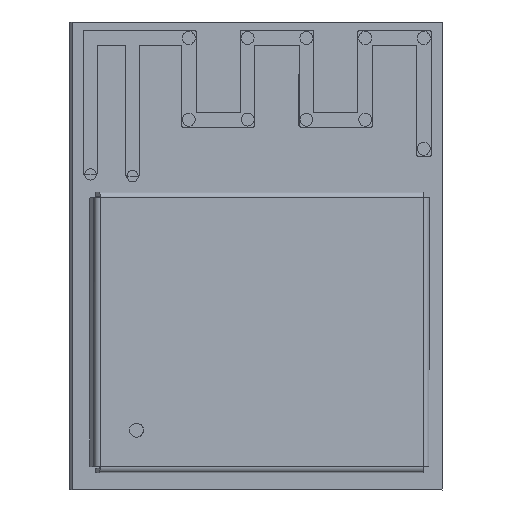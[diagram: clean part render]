
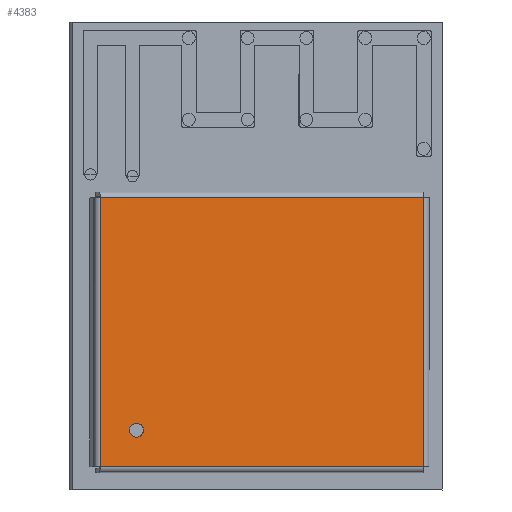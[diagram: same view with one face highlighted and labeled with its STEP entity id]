
A CAD part, top view. The second image highlights one B-rep face of the part: STEP entity #4383.
In plain terms, the highlighted face is planar.
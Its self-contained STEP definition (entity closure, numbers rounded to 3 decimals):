
#3203 = ORIENTED_EDGE ( 'NONE', *, *, #31137, .F. ) ;
#4383 = ADVANCED_FACE ( 'NONE', ( #50776, #15178 ), #67847, .T. ) ;
#5908 = CIRCLE ( 'NONE', #15799, 0.25 ) ;
#9341 = ORIENTED_EDGE ( 'NONE', *, *, #21649, .T. ) ;
#9848 = EDGE_CURVE ( 'NONE', #39557, #19388, #29313, .T. ) ;
#13596 = EDGE_CURVE ( 'NONE', #61727, #14856, #19239, .T. ) ;
#14644 = DIRECTION ( 'NONE',  ( 0., 0., 1. ) ) ;
#14856 = VERTEX_POINT ( 'NONE', #39397 ) ;
#15178 = FACE_BOUND ( 'NONE', #54789, .T. ) ;
#15799 = AXIS2_PLACEMENT_3D ( 'NONE', #38313, #31717, #73374 ) ;
#16793 = CIRCLE ( 'NONE', #34274, 0.25 ) ;
#18505 = ORIENTED_EDGE ( 'NONE', *, *, #75313, .T. ) ;
#18858 = LINE ( 'NONE', #48588, #55606 ) ;
#19239 = LINE ( 'NONE', #54400, #59078 ) ;
#19388 = VERTEX_POINT ( 'NONE', #40882 ) ;
#21649 = EDGE_CURVE ( 'NONE', #19388, #61727, #76908, .T. ) ;
#22287 = VERTEX_POINT ( 'NONE', #29579 ) ;
#22972 = EDGE_CURVE ( 'NONE', #22287, #47981, #5908, .T. ) ;
#23875 = ORIENTED_EDGE ( 'NONE', *, *, #22972, .F. ) ;
#29313 = LINE ( 'NONE', #30089, #29786 ) ;
#29579 = CARTESIAN_POINT ( 'NONE',  ( -4.475, 1.6, 3.225 ) ) ;
#29786 = VECTOR ( 'NONE', #60105, 1000. ) ;
#30089 = CARTESIAN_POINT ( 'NONE',  ( 5.975, 1.6, 4.775 ) ) ;
#30200 = DIRECTION ( 'NONE',  ( -1., 0., 0. ) ) ;
#31137 = EDGE_CURVE ( 'NONE', #47981, #22287, #16793, .T. ) ;
#31717 = DIRECTION ( 'NONE',  ( 0., 1., 0. ) ) ;
#33577 = DIRECTION ( 'NONE',  ( 1., 0., 0. ) ) ;
#34274 = AXIS2_PLACEMENT_3D ( 'NONE', #73911, #44301, #14644 ) ;
#38313 = CARTESIAN_POINT ( 'NONE',  ( -4.475, 1.6, 3.475 ) ) ;
#39397 = CARTESIAN_POINT ( 'NONE',  ( -5.775, 1.6, -4.775 ) ) ;
#39557 = VERTEX_POINT ( 'NONE', #72368 ) ;
#40882 = CARTESIAN_POINT ( 'NONE',  ( 5.775, 1.6, 4.775 ) ) ;
#41286 = ORIENTED_EDGE ( 'NONE', *, *, #9848, .T. ) ;
#41824 = CARTESIAN_POINT ( 'NONE',  ( 5.775, 1.6, -4.975 ) ) ;
#44117 = AXIS2_PLACEMENT_3D ( 'NONE', #45270, #62044, #33577 ) ;
#44301 = DIRECTION ( 'NONE',  ( 0., 1., 0. ) ) ;
#44303 = VECTOR ( 'NONE', #71429, 1000. ) ;
#45270 = CARTESIAN_POINT ( 'NONE',  ( 0., 1.6, 0. ) ) ;
#46061 = EDGE_LOOP ( 'NONE', ( #63664, #18505, #41286, #9341 ) ) ;
#47607 = CARTESIAN_POINT ( 'NONE',  ( -4.475, 1.6, 3.725 ) ) ;
#47981 = VERTEX_POINT ( 'NONE', #47607 ) ;
#48588 = CARTESIAN_POINT ( 'NONE',  ( -5.775, 1.6, 4.975 ) ) ;
#50776 = FACE_OUTER_BOUND ( 'NONE', #46061, .T. ) ;
#54400 = CARTESIAN_POINT ( 'NONE',  ( -5.975, 1.6, -4.775 ) ) ;
#54789 = EDGE_LOOP ( 'NONE', ( #3203, #23875 ) ) ;
#55606 = VECTOR ( 'NONE', #59865, 1000. ) ;
#59078 = VECTOR ( 'NONE', #30200, 1000. ) ;
#59865 = DIRECTION ( 'NONE',  ( 0., 0., 1. ) ) ;
#60105 = DIRECTION ( 'NONE',  ( 1., 0., 0. ) ) ;
#61727 = VERTEX_POINT ( 'NONE', #75406 ) ;
#62044 = DIRECTION ( 'NONE',  ( 0., 1., 0. ) ) ;
#63664 = ORIENTED_EDGE ( 'NONE', *, *, #13596, .T. ) ;
#67847 = PLANE ( 'NONE',  #44117 ) ;
#71429 = DIRECTION ( 'NONE',  ( 0., 0., -1. ) ) ;
#72368 = CARTESIAN_POINT ( 'NONE',  ( -5.775, 1.6, 4.775 ) ) ;
#73374 = DIRECTION ( 'NONE',  ( 0., 0., 1. ) ) ;
#73911 = CARTESIAN_POINT ( 'NONE',  ( -4.475, 1.6, 3.475 ) ) ;
#75313 = EDGE_CURVE ( 'NONE', #14856, #39557, #18858, .T. ) ;
#75406 = CARTESIAN_POINT ( 'NONE',  ( 5.775, 1.6, -4.775 ) ) ;
#76908 = LINE ( 'NONE', #41824, #44303 ) ;
